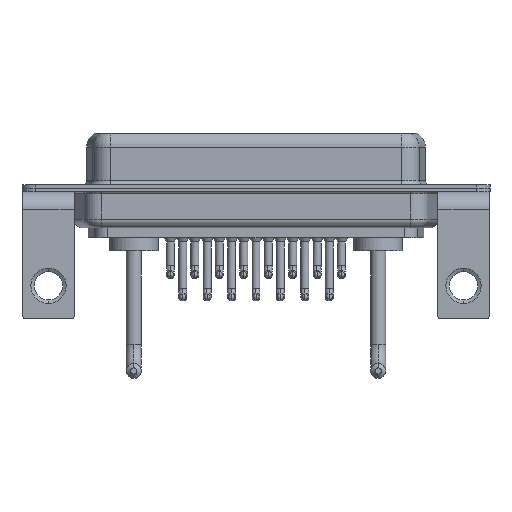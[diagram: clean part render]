
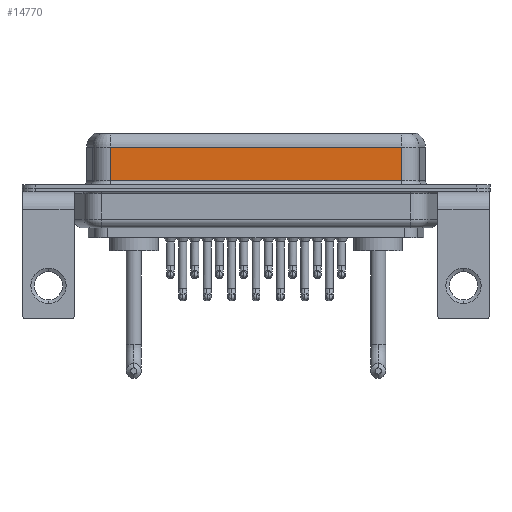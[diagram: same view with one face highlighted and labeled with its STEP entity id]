
A CAD part, front view. The second image highlights one B-rep face of the part: STEP entity #14770.
In plain terms, the highlighted planar face has unit normal (0, -1, 0).
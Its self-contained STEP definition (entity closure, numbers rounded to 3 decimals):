
#293 = CARTESIAN_POINT ( 'NONE',  ( 7.013, -3.95, 4.65 ) ) ;
#603 = EDGE_CURVE ( 'NONE', #5671, #15672, #16764, .T. ) ;
#621 = LINE ( 'NONE', #19443, #19347 ) ;
#940 = EDGE_CURVE ( 'NONE', #15672, #15835, #2798, .T. ) ;
#1804 = DIRECTION ( 'NONE',  ( 0., 0., -1. ) ) ;
#1991 = VERTEX_POINT ( 'NONE', #8222 ) ;
#2364 = ORIENTED_EDGE ( 'NONE', *, *, #4986, .T. ) ;
#2798 = LINE ( 'NONE', #12881, #21196 ) ;
#4845 = LINE ( 'NONE', #16602, #19388 ) ;
#4857 = DIRECTION ( 'NONE',  ( 0., 0., -1. ) ) ;
#4986 = EDGE_CURVE ( 'NONE', #15835, #1991, #621, .T. ) ;
#5409 = VECTOR ( 'NONE', #10292, 1000. ) ;
#5643 = AXIS2_PLACEMENT_3D ( 'NONE', #9189, #20905, #13798 ) ;
#5671 = VERTEX_POINT ( 'NONE', #6207 ) ;
#6207 = CARTESIAN_POINT ( 'NONE',  ( 40.037, -3.95, 4.65 ) ) ;
#8222 = CARTESIAN_POINT ( 'NONE',  ( 40.037, -3.95, 0.9 ) ) ;
#9189 = CARTESIAN_POINT ( 'NONE',  ( 40.037, -3.95, 6.4 ) ) ;
#9193 = EDGE_CURVE ( 'NONE', #5671, #1991, #4845, .T. ) ;
#10292 = DIRECTION ( 'NONE',  ( -1., 0., 0. ) ) ;
#10684 = DIRECTION ( 'NONE',  ( 1., 0., 0. ) ) ;
#12881 = CARTESIAN_POINT ( 'NONE',  ( 7.013, -3.95, 6.4 ) ) ;
#13096 = CARTESIAN_POINT ( 'NONE',  ( 7.013, -3.95, 0.9 ) ) ;
#13570 = ORIENTED_EDGE ( 'NONE', *, *, #940, .T. ) ;
#13798 = DIRECTION ( 'NONE',  ( 0., 0., 1. ) ) ;
#14770 = ADVANCED_FACE ( 'NONE', ( #19268 ), #17204, .F. ) ;
#14901 = CARTESIAN_POINT ( 'NONE',  ( 40.037, -3.95, 4.65 ) ) ;
#15672 = VERTEX_POINT ( 'NONE', #293 ) ;
#15835 = VERTEX_POINT ( 'NONE', #13096 ) ;
#16602 = CARTESIAN_POINT ( 'NONE',  ( 40.037, -3.95, 6.4 ) ) ;
#16764 = LINE ( 'NONE', #14901, #5409 ) ;
#17154 = ORIENTED_EDGE ( 'NONE', *, *, #603, .T. ) ;
#17204 = PLANE ( 'NONE',  #5643 ) ;
#17950 = ORIENTED_EDGE ( 'NONE', *, *, #9193, .F. ) ;
#19268 = FACE_OUTER_BOUND ( 'NONE', #20635, .T. ) ;
#19347 = VECTOR ( 'NONE', #10684, 1000. ) ;
#19388 = VECTOR ( 'NONE', #1804, 1000. ) ;
#19443 = CARTESIAN_POINT ( 'NONE',  ( 40.037, -3.95, 0.9 ) ) ;
#20635 = EDGE_LOOP ( 'NONE', ( #17950, #17154, #13570, #2364 ) ) ;
#20905 = DIRECTION ( 'NONE',  ( 0., 1., 0. ) ) ;
#21196 = VECTOR ( 'NONE', #4857, 1000. ) ;
